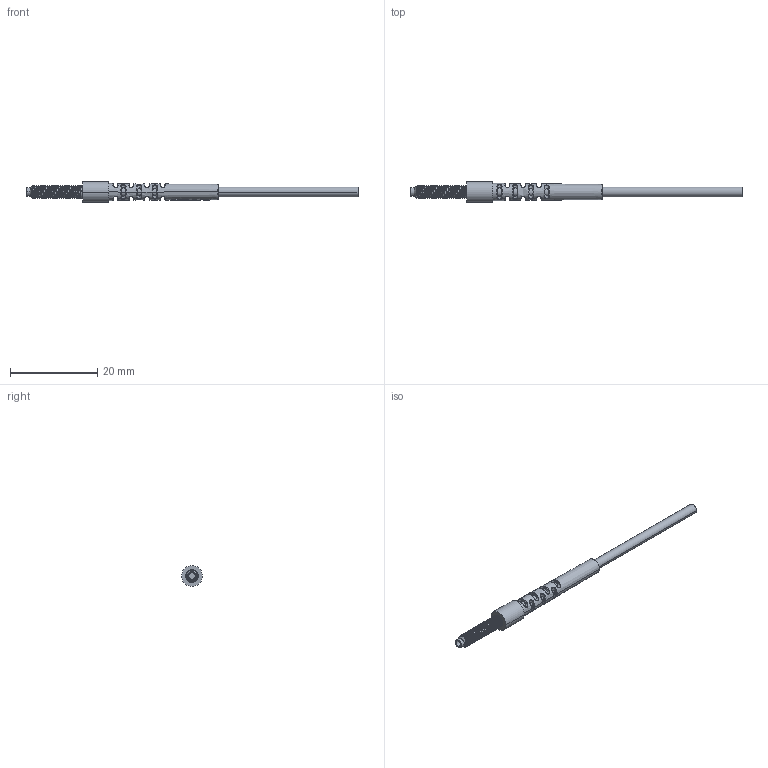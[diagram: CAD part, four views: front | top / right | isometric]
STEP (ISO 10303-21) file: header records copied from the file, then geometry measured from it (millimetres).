
FILE_DESCRIPTION((''),'2;1');
FILE_NAME('PTK3Y10_ASM','2020-06-09T09:20:36',('Administrator'),(''),'CREO PARAMETRIC BY PTC INC, 2018400','CREO PARAMETRIC BY PTC INC, 2018400','');
FILE_SCHEMA(('AUTOMOTIVE_DESIGN { 1 0 10303 214 1 1 1 1 }'));
Length unit declared in the file: millimetre
Products named in the file (5): BOJKE-M3__; 10XIAN__; PTM3M4-22___; 10-4MMHT___ASM; PTK3Y10_ASM
Assembly tree (4 placements, depth 3):
  PTK3Y10_ASM
    BOJKE-M3__
    10-4MMHT___ASM
      10XIAN__
      PTM3M4-22___
Bounding box: 76 x 4.8 x 4.8 mm (x, y, z)
Volume: 481.2 mm3; surface area: 1354.9 mm2
Topology: 3 solids, 3 shells, 265 faces, 679 edges, 432 vertices
Faces by surface type: bspline 92, cylinder 70, plane 53, torus 32, cone 18
Entity records: 21059 total; most frequent: CARTESIAN_POINT 13711, ORIENTED_EDGE 1358, DIRECTION 919, EDGE_CURVE 679, PRESENTATION_STYLE_ASSIGNMENT 459, STYLED_ITEM 459, CURVE_STYLE 454, VERTEX_POINT 432
